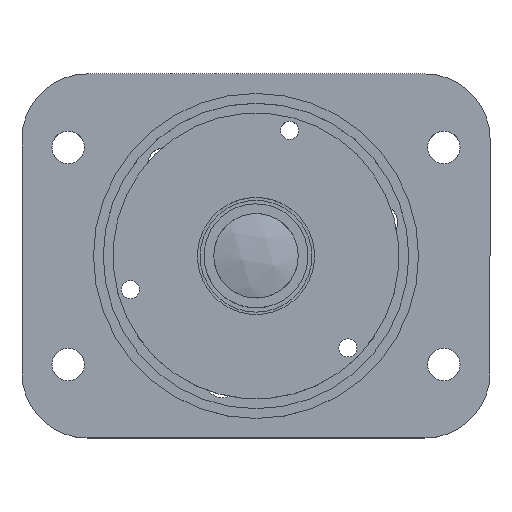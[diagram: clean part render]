
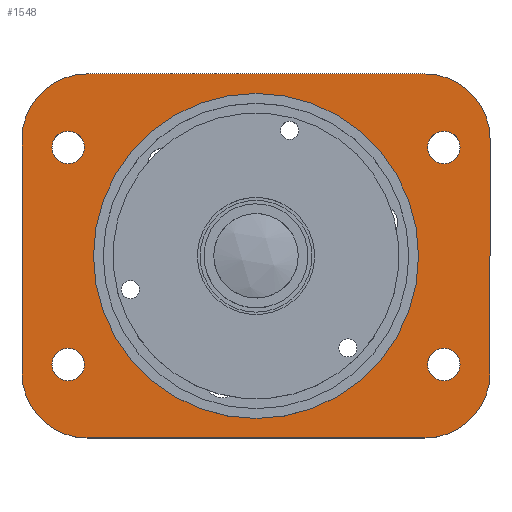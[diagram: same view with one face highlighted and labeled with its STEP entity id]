
A CAD part, top view. The second image highlights one B-rep face of the part: STEP entity #1548.
In plain terms, the highlighted planar face has unit normal (0, 0, 1).
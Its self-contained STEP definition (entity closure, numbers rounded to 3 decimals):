
#55 = FACE_BOUND ( 'NONE', #2880, .T. ) ;
#84 = DIRECTION ( 'NONE',  ( 0., 0., 1. ) ) ;
#128 = ORIENTED_EDGE ( 'NONE', *, *, #2216, .T. ) ;
#165 = DIRECTION ( 'NONE',  ( 0., 0., 1. ) ) ;
#229 = CARTESIAN_POINT ( 'NONE',  ( -13.2, 8.35, 11.7 ) ) ;
#245 = CARTESIAN_POINT ( 'NONE',  ( 12.5, 0., 11.7 ) ) ;
#358 = EDGE_CURVE ( 'NONE', #5368, #6464, #361, .T. ) ;
#361 = LINE ( 'NONE', #1097, #2944 ) ;
#434 = DIRECTION ( 'NONE',  ( 0., -1., 0. ) ) ;
#454 = ORIENTED_EDGE ( 'NONE', *, *, #1942, .F. ) ;
#464 = ORIENTED_EDGE ( 'NONE', *, *, #836, .T. ) ;
#549 = CIRCLE ( 'NONE', #2897, 1.25 ) ;
#592 = ORIENTED_EDGE ( 'NONE', *, *, #4546, .F. ) ;
#617 = CARTESIAN_POINT ( 'NONE',  ( 13., 9., 11.7 ) ) ;
#645 = CARTESIAN_POINT ( 'NONE',  ( 18., 14., 11.7 ) ) ;
#808 = CARTESIAN_POINT ( 'NONE',  ( -13., 9., 11.7 ) ) ;
#836 = EDGE_CURVE ( 'NONE', #5356, #3146, #3141, .T. ) ;
#887 = VERTEX_POINT ( 'NONE', #229 ) ;
#927 = CARTESIAN_POINT ( 'NONE',  ( -13., -9., 11.7 ) ) ;
#956 = EDGE_LOOP ( 'NONE', ( #2151 ) ) ;
#1004 = EDGE_CURVE ( 'NONE', #5215, #1899, #2639, .T. ) ;
#1013 = VERTEX_POINT ( 'NONE', #1956 ) ;
#1097 = CARTESIAN_POINT ( 'NONE',  ( -18., 14., 11.7 ) ) ;
#1137 = AXIS2_PLACEMENT_3D ( 'NONE', #1675, #165, #3797 ) ;
#1157 = CARTESIAN_POINT ( 'NONE',  ( 14.45, 8.35, 11.7 ) ) ;
#1201 = DIRECTION ( 'NONE',  ( 0., 0., 1. ) ) ;
#1237 = CARTESIAN_POINT ( 'NONE',  ( -13., 14., 11.7 ) ) ;
#1270 = DIRECTION ( 'NONE',  ( 0., 0., 1. ) ) ;
#1290 = LINE ( 'NONE', #5676, #3893 ) ;
#1313 = DIRECTION ( 'NONE',  ( 1., 0., 0. ) ) ;
#1400 = DIRECTION ( 'NONE',  ( 0., 0., 1. ) ) ;
#1425 = FACE_BOUND ( 'NONE', #1950, .T. ) ;
#1433 = DIRECTION ( 'NONE',  ( 1., 0., 0. ) ) ;
#1548 = ADVANCED_FACE ( 'NONE', ( #2968, #2787, #1574, #1425, #55, #5390 ), #5294, .T. ) ;
#1574 = FACE_BOUND ( 'NONE', #6490, .T. ) ;
#1655 = CIRCLE ( 'NONE', #1711, 5. ) ;
#1662 = DIRECTION ( 'NONE',  ( 1., 0., 0. ) ) ;
#1671 = DIRECTION ( 'NONE',  ( 0., 1., 0. ) ) ;
#1675 = CARTESIAN_POINT ( 'NONE',  ( 0., 0., 11.7 ) ) ;
#1711 = AXIS2_PLACEMENT_3D ( 'NONE', #808, #4413, #1313 ) ;
#1745 = CARTESIAN_POINT ( 'NONE',  ( 13., -9., 11.7 ) ) ;
#1874 = ORIENTED_EDGE ( 'NONE', *, *, #6677, .T. ) ;
#1899 = VERTEX_POINT ( 'NONE', #4841 ) ;
#1942 = EDGE_CURVE ( 'NONE', #4434, #4434, #4684, .T. ) ;
#1950 = EDGE_LOOP ( 'NONE', ( #6073 ) ) ;
#1956 = CARTESIAN_POINT ( 'NONE',  ( 18., -9., 11.7 ) ) ;
#2151 = ORIENTED_EDGE ( 'NONE', *, *, #5437, .F. ) ;
#2157 = CIRCLE ( 'NONE', #2228, 5. ) ;
#2166 = CIRCLE ( 'NONE', #4127, 12.5 ) ;
#2216 = EDGE_CURVE ( 'NONE', #6464, #5215, #2157, .T. ) ;
#2228 = AXIS2_PLACEMENT_3D ( 'NONE', #927, #4545, #1433 ) ;
#2251 = DIRECTION ( 'NONE',  ( 1., 0., 0. ) ) ;
#2633 = DIRECTION ( 'NONE',  ( 1., 0., 0. ) ) ;
#2639 = LINE ( 'NONE', #4067, #6584 ) ;
#2787 = FACE_BOUND ( 'NONE', #956, .T. ) ;
#2854 = ORIENTED_EDGE ( 'NONE', *, *, #4461, .T. ) ;
#2880 = EDGE_LOOP ( 'NONE', ( #3268 ) ) ;
#2897 = AXIS2_PLACEMENT_3D ( 'NONE', #4290, #1201, #4805 ) ;
#2908 = DIRECTION ( 'NONE',  ( 0., 0., 1. ) ) ;
#2910 = CIRCLE ( 'NONE', #4245, 5. ) ;
#2944 = VECTOR ( 'NONE', #434, 1000. ) ;
#2968 = FACE_BOUND ( 'NONE', #3433, .T. ) ;
#3004 = DIRECTION ( 'NONE',  ( 1., 0., 0. ) ) ;
#3024 = AXIS2_PLACEMENT_3D ( 'NONE', #1157, #4777, #1662 ) ;
#3071 = AXIS2_PLACEMENT_3D ( 'NONE', #4370, #1270, #4880 ) ;
#3118 = CARTESIAN_POINT ( 'NONE',  ( 18., 9., 11.7 ) ) ;
#3137 = VERTEX_POINT ( 'NONE', #245 ) ;
#3141 = CIRCLE ( 'NONE', #4284, 5. ) ;
#3146 = VERTEX_POINT ( 'NONE', #3629 ) ;
#3268 = ORIENTED_EDGE ( 'NONE', *, *, #3695, .F. ) ;
#3272 = EDGE_CURVE ( 'NONE', #5159, #5159, #549, .T. ) ;
#3283 = CARTESIAN_POINT ( 'NONE',  ( 15.7, -8.35, 11.7 ) ) ;
#3433 = EDGE_LOOP ( 'NONE', ( #592 ) ) ;
#3451 = ORIENTED_EDGE ( 'NONE', *, *, #358, .T. ) ;
#3620 = EDGE_CURVE ( 'NONE', #5597, #5368, #1655, .T. ) ;
#3629 = CARTESIAN_POINT ( 'NONE',  ( 13., 14., 11.7 ) ) ;
#3695 = EDGE_CURVE ( 'NONE', #887, #887, #6314, .T. ) ;
#3734 = CIRCLE ( 'NONE', #3024, 1.25 ) ;
#3764 = ORIENTED_EDGE ( 'NONE', *, *, #1004, .T. ) ;
#3797 = DIRECTION ( 'NONE',  ( 1., 0., 0. ) ) ;
#3893 = VECTOR ( 'NONE', #5190, 1000. ) ;
#4067 = CARTESIAN_POINT ( 'NONE',  ( -18., -14., 11.7 ) ) ;
#4127 = AXIS2_PLACEMENT_3D ( 'NONE', #5971, #2908, #6493 ) ;
#4155 = EDGE_CURVE ( 'NONE', #1899, #1013, #2910, .T. ) ;
#4245 = AXIS2_PLACEMENT_3D ( 'NONE', #1745, #5372, #2251 ) ;
#4284 = AXIS2_PLACEMENT_3D ( 'NONE', #617, #84, #2633 ) ;
#4290 = CARTESIAN_POINT ( 'NONE',  ( -14.45, -8.35, 11.7 ) ) ;
#4370 = CARTESIAN_POINT ( 'NONE',  ( 14.45, -8.35, 11.7 ) ) ;
#4413 = DIRECTION ( 'NONE',  ( 0., 0., 1. ) ) ;
#4434 = VERTEX_POINT ( 'NONE', #3283 ) ;
#4461 = EDGE_CURVE ( 'NONE', #3146, #5597, #1290, .T. ) ;
#4510 = CARTESIAN_POINT ( 'NONE',  ( -14.45, 8.35, 11.7 ) ) ;
#4524 = LINE ( 'NONE', #645, #5399 ) ;
#4545 = DIRECTION ( 'NONE',  ( 0., 0., 1. ) ) ;
#4546 = EDGE_CURVE ( 'NONE', #3137, #3137, #2166, .T. ) ;
#4599 = ORIENTED_EDGE ( 'NONE', *, *, #3620, .T. ) ;
#4684 = CIRCLE ( 'NONE', #3071, 1.25 ) ;
#4777 = DIRECTION ( 'NONE',  ( 0., 0., 1. ) ) ;
#4805 = DIRECTION ( 'NONE',  ( 1., 0., 0. ) ) ;
#4841 = CARTESIAN_POINT ( 'NONE',  ( 13., -14., 11.7 ) ) ;
#4864 = CARTESIAN_POINT ( 'NONE',  ( -13.2, -8.35, 11.7 ) ) ;
#4880 = DIRECTION ( 'NONE',  ( 1., 0., 0. ) ) ;
#4934 = CARTESIAN_POINT ( 'NONE',  ( 15.7, 8.35, 11.7 ) ) ;
#5030 = DIRECTION ( 'NONE',  ( 1., 0., 0. ) ) ;
#5159 = VERTEX_POINT ( 'NONE', #4864 ) ;
#5190 = DIRECTION ( 'NONE',  ( -1., 0., 0. ) ) ;
#5215 = VERTEX_POINT ( 'NONE', #6547 ) ;
#5231 = VERTEX_POINT ( 'NONE', #4934 ) ;
#5294 = PLANE ( 'NONE',  #1137 ) ;
#5356 = VERTEX_POINT ( 'NONE', #3118 ) ;
#5368 = VERTEX_POINT ( 'NONE', #6202 ) ;
#5372 = DIRECTION ( 'NONE',  ( 0., 0., 1. ) ) ;
#5390 = FACE_OUTER_BOUND ( 'NONE', #5771, .T. ) ;
#5399 = VECTOR ( 'NONE', #1671, 1000. ) ;
#5437 = EDGE_CURVE ( 'NONE', #5231, #5231, #3734, .T. ) ;
#5534 = AXIS2_PLACEMENT_3D ( 'NONE', #4510, #1400, #5030 ) ;
#5597 = VERTEX_POINT ( 'NONE', #1237 ) ;
#5676 = CARTESIAN_POINT ( 'NONE',  ( -18., 14., 11.7 ) ) ;
#5699 = ORIENTED_EDGE ( 'NONE', *, *, #4155, .T. ) ;
#5771 = EDGE_LOOP ( 'NONE', ( #1874, #464, #2854, #4599, #3451, #128, #3764, #5699 ) ) ;
#5971 = CARTESIAN_POINT ( 'NONE',  ( 0., 0., 11.7 ) ) ;
#6073 = ORIENTED_EDGE ( 'NONE', *, *, #3272, .F. ) ;
#6128 = CARTESIAN_POINT ( 'NONE',  ( -18., -9., 11.7 ) ) ;
#6202 = CARTESIAN_POINT ( 'NONE',  ( -18., 9., 11.7 ) ) ;
#6314 = CIRCLE ( 'NONE', #5534, 1.25 ) ;
#6464 = VERTEX_POINT ( 'NONE', #6128 ) ;
#6490 = EDGE_LOOP ( 'NONE', ( #454 ) ) ;
#6493 = DIRECTION ( 'NONE',  ( 1., 0., 0. ) ) ;
#6547 = CARTESIAN_POINT ( 'NONE',  ( -13., -14., 11.7 ) ) ;
#6584 = VECTOR ( 'NONE', #3004, 1000. ) ;
#6677 = EDGE_CURVE ( 'NONE', #1013, #5356, #4524, .T. ) ;
